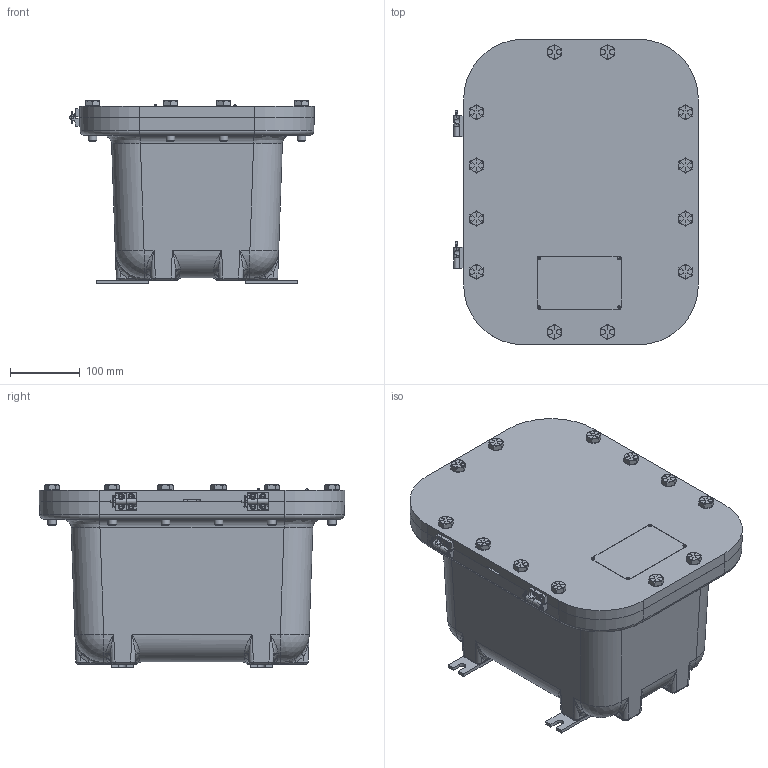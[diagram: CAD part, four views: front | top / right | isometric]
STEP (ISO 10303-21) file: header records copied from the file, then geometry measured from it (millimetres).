
FILE_DESCRIPTION(/* description */ (''),/* implementation_level */ '2;1');
FILE_NAME(/* name */ 'KIL_EXBLTP-8128 N34.stp',/* time_stamp */ '2018-01-11T21:30:10+05:00',/* author */ ('avenkatesan'),/* organization */ (''),/* preprocessor_version */ 'ST-DEVELOPER v17',/* originating_system */ 'Autodesk Inventor 2018',/* authorisation */ '');
FILE_SCHEMA (('AUTOMOTIVE_DESIGN { 1 0 10303 214 3 1 1 }'));
Products named in the file (16): EXBLTP - 8128 N4; 25359ABAM (EXBLT-8128); 25325AAAM; 15688; 15703; 20859AAAB; SEE NX DRAWING 16464.PRT; 0720361B; HINGE 12; 24558-1; 24557; 24559-1; 24557_1; SAE J487a - 1/16 x 1/2   Extended Prong Square Cut Type; 17028; 14729AAIB-812
Assembly tree (43 placements, depth 4):
  EXBLTP - 8128 N4
    25359ABAM (EXBLT-8128)
    25325AAAM
    15688  x4
    15703  x8
    20859AAAB
    SEE NX DRAWING 16464.PRT  x4
    0720361B  x12
    HINGE 12  x2
      24558-1
        24557
        24559-1
      24557_1
      SAE J487a - 1/16 x 1/2   Extended Prong Square Cut Type
      17028
    14729AAIB-812
Bounding box: 350.84 x 438.15 x 262.46 mm (x, y, z)
Volume: 8479676.8 mm3; surface area: 1171370 mm2
Topology: 48 solids, 49 shells, 3254 faces, 8295 edges, 5278 vertices
Faces by surface type: plane 2133, bspline 501, cylinder 348, cone 176, torus 76, sphere 20
Full cylindrical faces by diameter (mm): 1.984 x2, 2.502 x4, 2.778 x4, 3.797 x8, 3.816 x2, 3.969 x2, 4.013 x8, 4.089 x2, 4.366 x8, 4.978 x16, 6.144 x8, 7.144 x8, 7.798 x4, 8.179 x8, 8.731 x8, 10.592 x12, 12.423 x12, 13.494 x20, 19.05 x12
Entity records: 56170 total; most frequent: CARTESIAN_POINT 18265, ORIENTED_EDGE 7966, DIRECTION 6849, EDGE_CURVE 3983, VERTEX_POINT 2555, AXIS2_PLACEMENT_3D 2299, LINE 2251, VECTOR 2251
